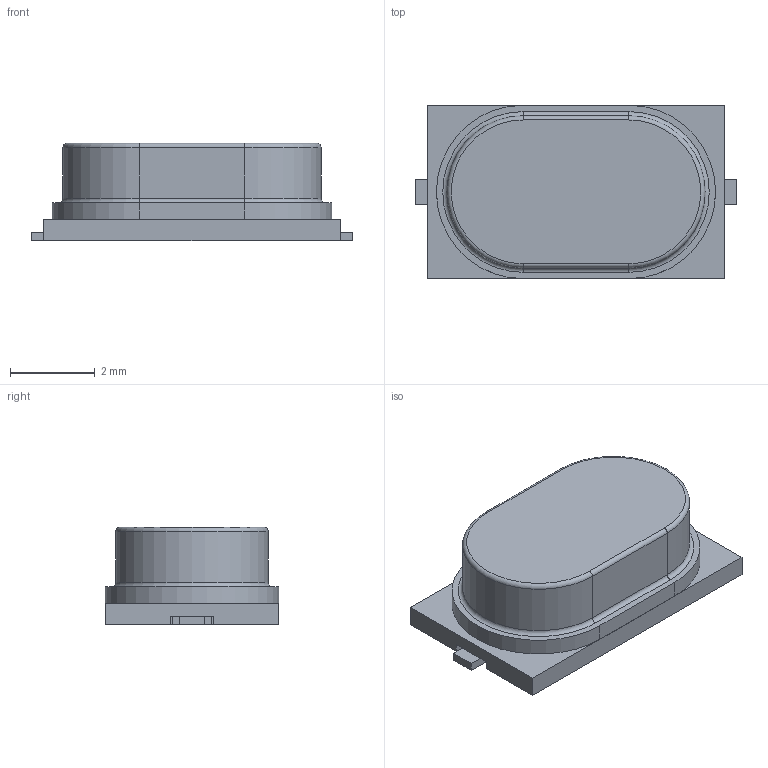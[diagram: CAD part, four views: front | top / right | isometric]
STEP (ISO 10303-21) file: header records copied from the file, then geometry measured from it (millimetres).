
FILE_DESCRIPTION(('FreeCAD Model'),'2;1');
FILE_NAME('ECS_160_20_3X_TR.step','2020-05-25T21:01:34',( 'kicad StepUp'),('ksu MCAD'),'Open CASCADE STEP processor 7.3', 'FreeCAD','Unknown');
FILE_SCHEMA(('AUTOMOTIVE_DESIGN { 1 0 10303 214 1 1 1 1 }'));
Length unit declared in the file: millimetre
Products named in the file (1): ECS_160_20_3X_TR
Bounding box: 7.6 x 4.1 x 2.3 mm (x, y, z)
Volume: 50.3 mm3; surface area: 154.6 mm2
Topology: 4 solids, 4 shells, 65 faces, 480 edges, 1384 vertices
Faces by surface type: plane 49, cylinder 12, torus 4
Entity records: 5618 total; most frequent: CARTESIAN_POINT 1930, DIRECTION 696, LINE 396, VECTOR 396, GEOMETRIC_CURVE_SET 321, ORIENTED_EDGE 320, TRIMMED_CURVE 320, EDGE_CURVE 160
